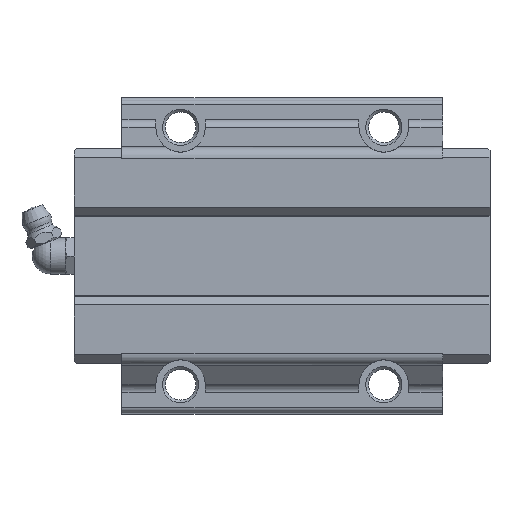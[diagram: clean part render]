
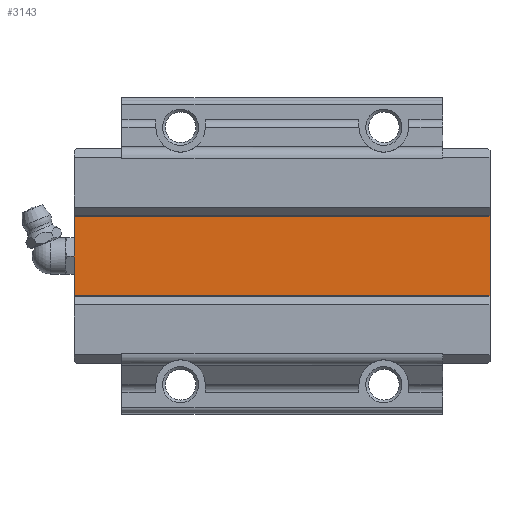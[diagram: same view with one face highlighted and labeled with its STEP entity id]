
A CAD part, front view. The second image highlights one B-rep face of the part: STEP entity #3143.
In plain terms, the highlighted planar face has unit normal (0, -1, 0).
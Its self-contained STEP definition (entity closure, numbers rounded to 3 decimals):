
#83=LINE('',#4721,#349);
#127=LINE('',#4845,#393);
#296=LINE('',#5458,#562);
#297=LINE('',#5460,#563);
#349=VECTOR('',#3704,1000.);
#393=VECTOR('',#3800,1000.);
#562=VECTOR('',#4321,1000.);
#563=VECTOR('',#4324,1000.);
#657=PLANE('',#3470);
#1669=ORIENTED_EDGE('',*,*,#1900,.F.);
#1670=ORIENTED_EDGE('',*,*,#2159,.F.);
#1671=ORIENTED_EDGE('',*,*,#1837,.T.);
#1672=ORIENTED_EDGE('',*,*,#2160,.T.);
#1837=EDGE_CURVE('',#2252,#2251,#83,.T.);
#1900=EDGE_CURVE('',#2305,#2306,#127,.T.);
#2159=EDGE_CURVE('',#2252,#2305,#296,.T.);
#2160=EDGE_CURVE('',#2251,#2306,#297,.T.);
#2251=VERTEX_POINT('',#4720);
#2252=VERTEX_POINT('',#4722);
#2305=VERTEX_POINT('',#4844);
#2306=VERTEX_POINT('',#4846);
#2711=EDGE_LOOP('',(#1669,#1670,#1671,#1672));
#2934=FACE_BOUND('',#2711,.T.);
#3143=ADVANCED_FACE('',(#2934),#657,.T.);
#3470=AXIS2_PLACEMENT_3D('',#5459,#4322,#4323);
#3704=DIRECTION('',(0.,0.,1.));
#3800=DIRECTION('',(0.,0.,1.));
#4321=DIRECTION('',(-1.,0.,0.));
#4322=DIRECTION('',(0.,-1.,0.));
#4323=DIRECTION('',(0.,0.,-1.));
#4324=DIRECTION('',(-1.,0.,0.));
#4720=CARTESIAN_POINT('',(46.,14.2,9.323));
#4721=CARTESIAN_POINT('',(46.,14.2,-9.323));
#4722=CARTESIAN_POINT('',(46.,14.2,-9.323));
#4844=CARTESIAN_POINT('',(-46.,14.2,-9.323));
#4845=CARTESIAN_POINT('',(-46.,14.2,-9.323));
#4846=CARTESIAN_POINT('',(-46.,14.2,9.323));
#5458=CARTESIAN_POINT('',(46.,14.2,-9.323));
#5459=CARTESIAN_POINT('',(46.,14.2,-9.323));
#5460=CARTESIAN_POINT('',(46.,14.2,9.323));
